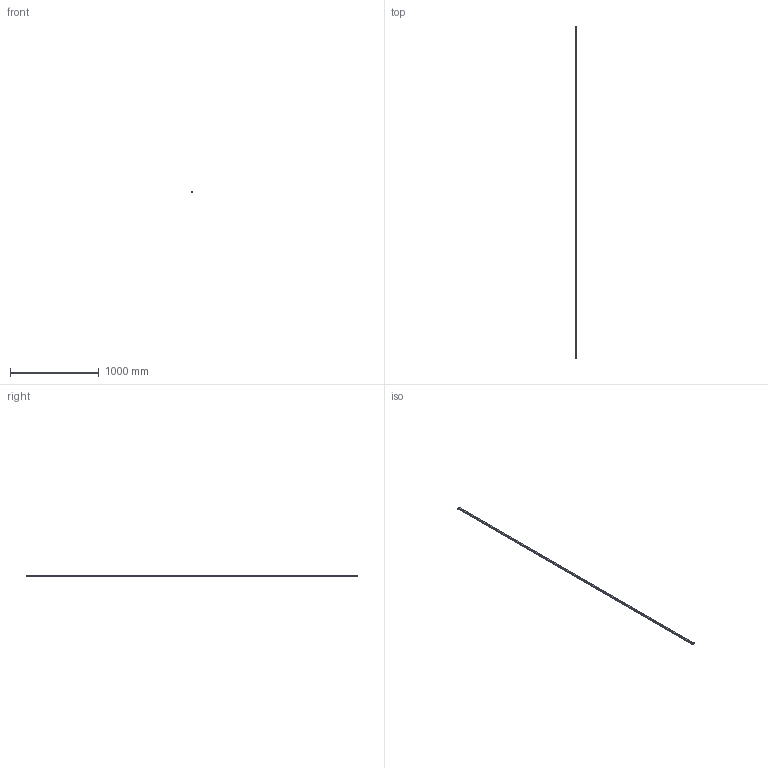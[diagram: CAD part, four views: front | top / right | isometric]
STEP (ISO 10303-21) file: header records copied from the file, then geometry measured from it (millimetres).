
FILE_DESCRIPTION(('STEP AP214'),'1');
FILE_NAME('cctmp_CE074B3B-49D8-4966-A541-F71959FB9F26_2021_02_04_08_58_20_0821..stp','2021-02-04T07:58:21',('HIWIN GmbH'),('CADClick - www.CADClick.com'),'Spatial InterOp 3D',' ','unknown authorization');
FILE_SCHEMA(('AUTOMOTIVE_DESIGN'));
Length unit declared in the file: millimetre
Products named in the file (1): EGR20R3750C_FILE
Bounding box: 20 x 3750 x 15.5 mm (x, y, z)
Volume: 1005961 mm3; surface area: 299921.4 mm2
Topology: 1 solids, 1 shells, 859 faces, 1929 edges, 1202 vertices
Faces by surface type: plane 463, cylinder 396
Entity records: 30987 total; most frequent: DIRECTION 4693, CARTESIAN_POINT 3991, ORIENTED_EDGE 3858, EDGE_CURVE 1929, AXIS2_PLACEMENT_3D 1904, VERTEX_POINT 1202, EDGE_LOOP 989, LINE 885
